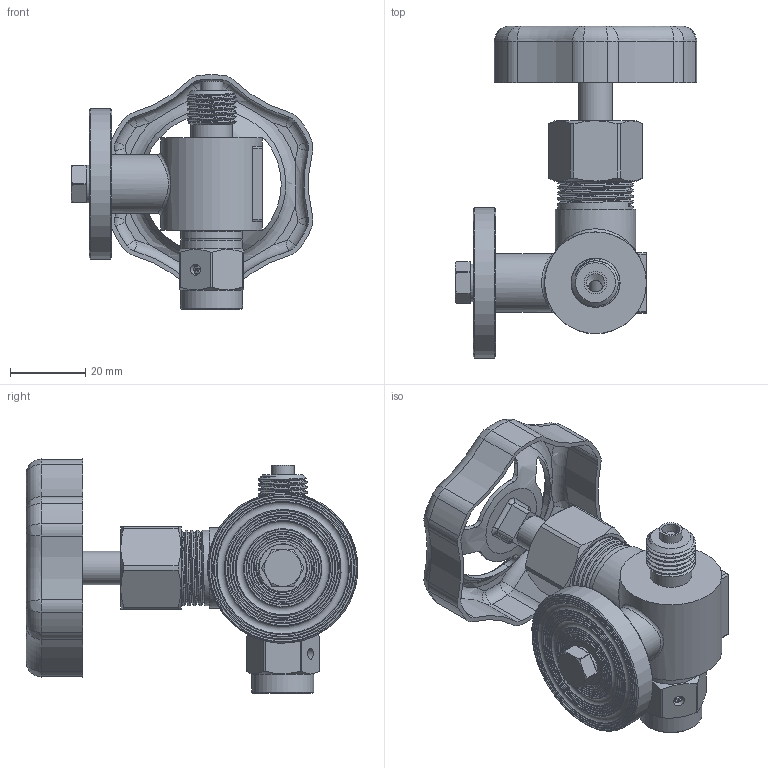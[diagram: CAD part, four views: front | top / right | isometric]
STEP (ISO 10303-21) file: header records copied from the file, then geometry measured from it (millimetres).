
FILE_DESCRIPTION(/* description */ ('240-01'),/* implementation_level */ '2;1');
FILE_NAME(/* name */ 'Q240.stp',/* time_stamp */ '2020-10-15T16:27:21+08:00',/* author */ ('Administrator'),/* organization */ (''),/* preprocessor_version */ 'ST-DEVELOPER v15.6',/* originating_system */ 'Autodesk Inventor 2015',/* authorisation */ '');
FILE_SCHEMA (('AUTOMOTIVE_DESIGN { 1 0 10303 214 3 1 1 }'));
Products named in the file (15): 240-01; 14x9x15垫片; 14.5x9x9衬套; 12压紧套; M20x1.5六角帽; 240-丝杆; 316-铁皮拉伸手轮; 19.5x4.5x1.2垫片; M4x8x8螺钉; 11.5x6.5x1.5石绵垫; BSP14; 40mm法兰; 10x6.5x0.8铜垫; M6x15六角螺钉; Q240
Bounding box: 64.24 x 88.08 x 62.23 mm (x, y, z)
Volume: 45504.3 mm3; surface area: 35410.2 mm2
Topology: 14 solids, 14 shells, 613 faces, 1534 edges, 986 vertices
Faces by surface type: cylinder 220, plane 186, bspline 100, cone 61, torus 46
Full cylindrical faces by diameter (mm): 2.5 x1, 3 x1, 3.2 x1, 3.5 x2, 4 x9, 4.5 x1, 5 x16, 5.8 x1, 6 x14, 6.3 x1, 6.5 x2, 6.7 x1, 8 x1, 8.5 x1, 9 x3, 9.3 x1, 9.5 x1, 10 x1, 10.6 x12, 11 x2, 11.5 x1, 14 x6, 14.5 x2, 14.7 x1, 15.5 x1, 16.5 x3, 18.5 x7, 19.5 x1, 20 x9, 21.3 x1
Entity records: 43322 total; most frequent: CARTESIAN_POINT 31405, ORIENTED_EDGE 2376, DIRECTION 2302, EDGE_CURVE 1188, AXIS2_PLACEMENT_3D 956, VERTEX_POINT 809, EDGE_LOOP 709, FACE_OUTER_BOUND 541
